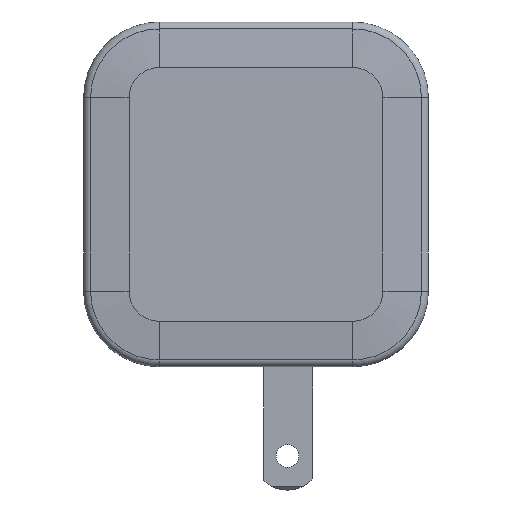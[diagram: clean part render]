
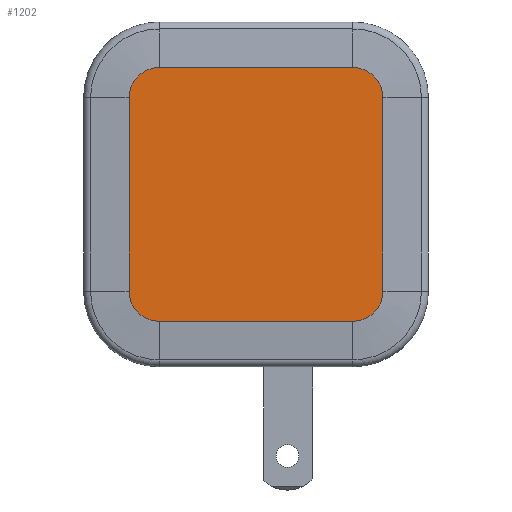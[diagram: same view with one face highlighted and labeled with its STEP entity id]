
A CAD part, left-side view. The second image highlights one B-rep face of the part: STEP entity #1202.
In plain terms, the highlighted planar face has unit normal (-1, 0, 0).
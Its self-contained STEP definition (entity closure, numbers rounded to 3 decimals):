
#72=PLANE('',#1346);
#141=FACE_OUTER_BOUND('',#221,.T.);
#221=EDGE_LOOP('',(#1062,#1063,#1064,#1065,#1066,#1067,#1068,#1069));
#297=LINE('',#1945,#403);
#300=LINE('',#1953,#406);
#322=LINE('',#2033,#428);
#326=LINE('',#2044,#432);
#403=VECTOR('',#1580,10.);
#406=VECTOR('',#1589,10.);
#428=VECTOR('',#1683,10.);
#432=VECTOR('',#1697,10.);
#468=CIRCLE('',#1298,4.);
#469=CIRCLE('',#1301,4.);
#488=CIRCLE('',#1340,4.);
#489=CIRCLE('',#1342,4.);
#568=VERTEX_POINT('',#1937);
#569=VERTEX_POINT('',#1939);
#570=VERTEX_POINT('',#1943);
#571=VERTEX_POINT('',#1947);
#572=VERTEX_POINT('',#1951);
#594=VERTEX_POINT('',#2032);
#595=VERTEX_POINT('',#2036);
#596=VERTEX_POINT('',#2040);
#703=EDGE_CURVE('',#568,#569,#468,.T.);
#706=EDGE_CURVE('',#570,#568,#297,.T.);
#708=EDGE_CURVE('',#571,#570,#469,.T.);
#710=EDGE_CURVE('',#572,#571,#300,.T.);
#750=EDGE_CURVE('',#569,#594,#322,.T.);
#753=EDGE_CURVE('',#595,#572,#488,.T.);
#754=EDGE_CURVE('',#594,#596,#489,.T.);
#756=EDGE_CURVE('',#596,#595,#326,.T.);
#1062=ORIENTED_EDGE('',*,*,#706,.F.);
#1063=ORIENTED_EDGE('',*,*,#708,.F.);
#1064=ORIENTED_EDGE('',*,*,#710,.F.);
#1065=ORIENTED_EDGE('',*,*,#753,.F.);
#1066=ORIENTED_EDGE('',*,*,#756,.F.);
#1067=ORIENTED_EDGE('',*,*,#754,.F.);
#1068=ORIENTED_EDGE('',*,*,#750,.F.);
#1069=ORIENTED_EDGE('',*,*,#703,.F.);
#1202=ADVANCED_FACE('',(#141),#72,.T.);
#1298=AXIS2_PLACEMENT_3D('',#1940,#1574,#1575);
#1301=AXIS2_PLACEMENT_3D('',#1949,#1584,#1585);
#1340=AXIS2_PLACEMENT_3D('',#2038,#1688,#1689);
#1342=AXIS2_PLACEMENT_3D('',#2041,#1692,#1693);
#1346=AXIS2_PLACEMENT_3D('',#2049,#1704,#1705);
#1574=DIRECTION('center_axis',(1.,0.,0.));
#1575=DIRECTION('ref_axis',(0.,0.707,0.707));
#1580=DIRECTION('',(0.,0.,1.));
#1584=DIRECTION('center_axis',(1.,0.,0.));
#1585=DIRECTION('ref_axis',(0.,0.707,-0.707));
#1589=DIRECTION('',(0.,1.,0.));
#1683=DIRECTION('',(0.,-1.,0.));
#1688=DIRECTION('center_axis',(1.,0.,0.));
#1689=DIRECTION('ref_axis',(0.,-0.707,-0.707));
#1692=DIRECTION('center_axis',(1.,0.,0.));
#1693=DIRECTION('ref_axis',(0.,-0.707,0.707));
#1697=DIRECTION('',(0.,0.,-1.));
#1704=DIRECTION('center_axis',(-1.,0.,0.));
#1705=DIRECTION('ref_axis',(0.,-1.,0.));
#1937=CARTESIAN_POINT('',(-14.,16.75,12.75));
#1939=CARTESIAN_POINT('',(-14.,12.75,16.75));
#1940=CARTESIAN_POINT('Origin',(-14.,12.75,12.75));
#1943=CARTESIAN_POINT('',(-14.,16.75,-12.75));
#1945=CARTESIAN_POINT('',(-14.,16.75,0.));
#1947=CARTESIAN_POINT('',(-14.,12.75,-16.75));
#1949=CARTESIAN_POINT('Origin',(-14.,12.75,-12.75));
#1951=CARTESIAN_POINT('',(-14.,-12.75,-16.75));
#1953=CARTESIAN_POINT('',(-14.,11.375,-16.75));
#2032=CARTESIAN_POINT('',(-14.,-12.75,16.75));
#2033=CARTESIAN_POINT('',(-14.,11.375,16.75));
#2036=CARTESIAN_POINT('',(-14.,-16.75,-12.75));
#2038=CARTESIAN_POINT('Origin',(-14.,-12.75,-12.75));
#2040=CARTESIAN_POINT('',(-14.,-16.75,12.75));
#2041=CARTESIAN_POINT('Origin',(-14.,-12.75,12.75));
#2044=CARTESIAN_POINT('',(-14.,-16.75,0.));
#2049=CARTESIAN_POINT('Origin',(-14.,22.75,0.));
